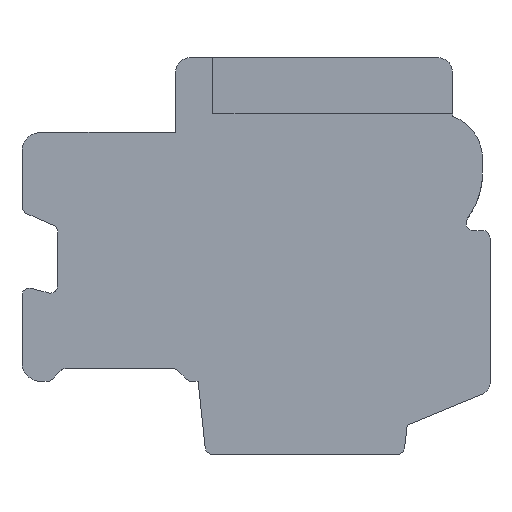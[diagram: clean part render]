
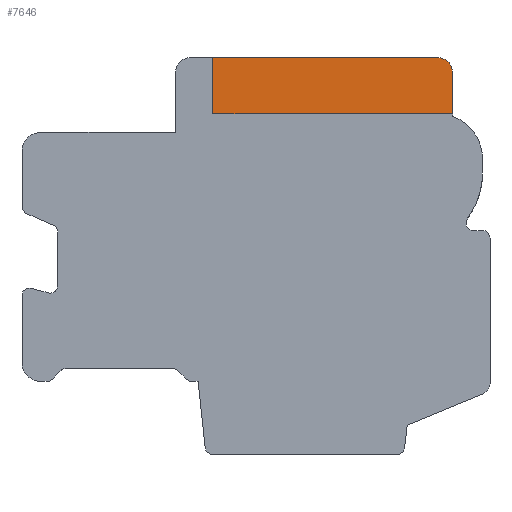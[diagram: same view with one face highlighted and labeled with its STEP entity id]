
A CAD part, front view. The second image highlights one B-rep face of the part: STEP entity #7646.
In plain terms, the highlighted planar face has unit normal (0, -1, 0).
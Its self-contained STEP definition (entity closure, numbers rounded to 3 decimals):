
#57=DIRECTION('',(-1.,0.,0.));
#58=VECTOR('',#57,6.);
#59=CARTESIAN_POINT('',(4.85,-38.5,5.3));
#60=LINE('',#59,#58);
#485=CARTESIAN_POINT('',(4.85,-38.5,4.9));
#486=DIRECTION('',(0.,1.,0.));
#487=DIRECTION('',(0.,0.,1.));
#488=AXIS2_PLACEMENT_3D('',#485,#486,#487);
#542=DIRECTION('',(0.,0.,-1.));
#543=VECTOR('',#542,1.1);
#544=CARTESIAN_POINT('',(5.25,-38.5,4.9));
#545=LINE('',#544,#543);
#2434=DIRECTION('',(0.,0.,1.));
#2435=VECTOR('',#2434,1.5);
#2436=CARTESIAN_POINT('',(-1.15,-38.5,3.8));
#2437=LINE('',#2436,#2435);
#2442=DIRECTION('',(-1.,0.,0.));
#2443=VECTOR('',#2442,6.4);
#2444=CARTESIAN_POINT('',(5.25,-38.5,3.8));
#2445=LINE('',#2444,#2443);
#4725=CARTESIAN_POINT('',(-1.15,-38.5,5.3));
#4726=VERTEX_POINT('',#4725);
#4727=CARTESIAN_POINT('',(4.85,-38.5,5.3));
#4728=VERTEX_POINT('',#4727);
#4729=CARTESIAN_POINT('',(5.25,-38.5,4.9));
#4730=VERTEX_POINT('',#4729);
#4731=CARTESIAN_POINT('',(5.25,-38.5,3.8));
#4732=VERTEX_POINT('',#4731);
#4733=CARTESIAN_POINT('',(-1.15,-38.5,3.8));
#4734=VERTEX_POINT('',#4733);
#7633=CARTESIAN_POINT('',(5.25,-38.5,3.8));
#7634=DIRECTION('',(0.,1.,0.));
#7635=DIRECTION('',(0.,0.,1.));
#7636=AXIS2_PLACEMENT_3D('',#7633,#7634,#7635);
#7637=PLANE('',#7636);
#7638=ORIENTED_EDGE('',*,*,#5285,.F.);
#7639=ORIENTED_EDGE('',*,*,#5732,.T.);
#7640=ORIENTED_EDGE('',*,*,#5806,.T.);
#7642=ORIENTED_EDGE('',*,*,#7641,.T.);
#7643=ORIENTED_EDGE('',*,*,#7626,.T.);
#7644=EDGE_LOOP('',(#7638,#7639,#7640,#7642,#7643));
#7645=FACE_OUTER_BOUND('',#7644,.F.);
#7646=ADVANCED_FACE('',(#7645),#7637,.F.);
#489=CIRCLE('',#488,0.4);
#5285=EDGE_CURVE('',#4728,#4726,#60,.T.);
#5732=EDGE_CURVE('',#4728,#4730,#489,.T.);
#5806=EDGE_CURVE('',#4730,#4732,#545,.T.);
#7626=EDGE_CURVE('',#4734,#4726,#2437,.T.);
#7641=EDGE_CURVE('',#4732,#4734,#2445,.T.);
